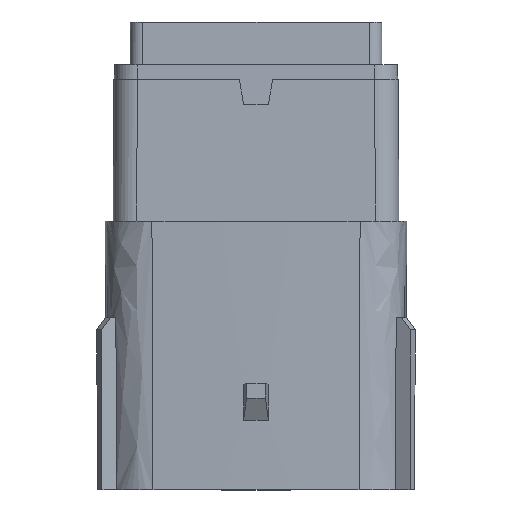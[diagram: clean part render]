
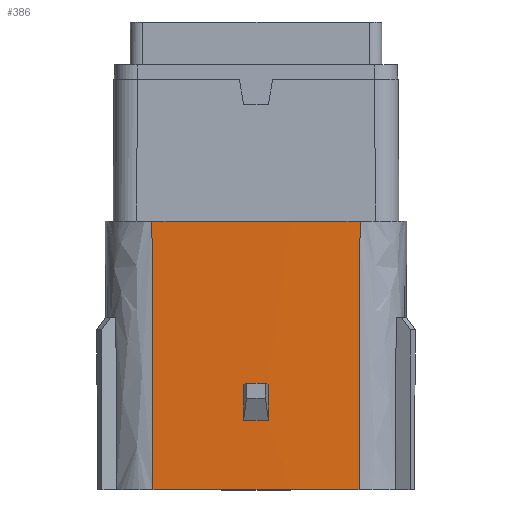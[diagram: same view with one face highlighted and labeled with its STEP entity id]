
A CAD part, top view. The second image highlights one B-rep face of the part: STEP entity #386.
In plain terms, the highlighted conical face has half-angle 0.25 degrees and reference radius 392.09 mm.
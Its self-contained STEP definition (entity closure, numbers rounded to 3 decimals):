
#61=FACE_BOUND('',#1522,.T.);
#62=FACE_BOUND('',#1523,.T.);
#77=CONICAL_SURFACE('',#8231,392.09,0.25);
#166=B_SPLINE_CURVE_WITH_KNOTS('',3,(#11488,#11489,#11490,#11491),
 .UNSPECIFIED.,.F.,.F.,(4,4),(0.,1.),.UNSPECIFIED.);
#179=B_SPLINE_CURVE_WITH_KNOTS('',3,(#11588,#11589,#11590,#11591),
 .UNSPECIFIED.,.F.,.F.,(4,4),(0.,1.),.UNSPECIFIED.);
#180=B_SPLINE_CURVE_WITH_KNOTS('',3,(#11608,#11609,#11610,#11611),
 .UNSPECIFIED.,.F.,.F.,(4,4),(0.,1.),.UNSPECIFIED.);
#181=B_SPLINE_CURVE_WITH_KNOTS('',3,(#11615,#11616,#11617,#11618),
 .UNSPECIFIED.,.F.,.F.,(4,4),(0.,1.),.UNSPECIFIED.);
#283=ELLIPSE('',#8229,393.493,391.996);
#284=ELLIPSE('',#8230,778.371,389.174);
#386=ADVANCED_FACE('',(#61,#62),#77,.T.);
#1522=EDGE_LOOP('',(#4169,#4170,#4171,#4172));
#1523=EDGE_LOOP('',(#4173,#4174,#4175,#4176));
#4169=ORIENTED_EDGE('',*,*,#6938,.T.);
#4170=ORIENTED_EDGE('',*,*,#7241,.T.);
#4171=ORIENTED_EDGE('',*,*,#7242,.F.);
#4172=ORIENTED_EDGE('',*,*,#7228,.T.);
#4173=ORIENTED_EDGE('',*,*,#7243,.F.);
#4174=ORIENTED_EDGE('',*,*,#7244,.F.);
#4175=ORIENTED_EDGE('',*,*,#7245,.F.);
#4176=ORIENTED_EDGE('',*,*,#7246,.T.);
#6153=VERTEX_POINT('',#10739);
#6154=VERTEX_POINT('',#10741);
#6393=VERTEX_POINT('',#11492);
#6404=VERTEX_POINT('',#11587);
#6405=VERTEX_POINT('',#11606);
#6406=VERTEX_POINT('',#11607);
#6407=VERTEX_POINT('',#11612);
#6408=VERTEX_POINT('',#11614);
#6938=EDGE_CURVE('',#6154,#6153,#8080,.T.);
#7228=EDGE_CURVE('',#6393,#6154,#166,.T.);
#7241=EDGE_CURVE('',#6153,#6404,#179,.T.);
#7242=EDGE_CURVE('',#6393,#6404,#8094,.T.);
#7243=EDGE_CURVE('',#6405,#6406,#283,.T.);
#7244=EDGE_CURVE('',#6407,#6405,#180,.T.);
#7245=EDGE_CURVE('',#6408,#6407,#284,.T.);
#7246=EDGE_CURVE('',#6408,#6406,#181,.T.);
#8080=CIRCLE('',#8154,392.232);
#8094=CIRCLE('',#8228,392.09);
#8154=AXIS2_PLACEMENT_3D('',#10740,#8737,#8738);
#8228=AXIS2_PLACEMENT_3D('',#11604,#9129,#9130);
#8229=AXIS2_PLACEMENT_3D('',#11605,#9131,#9132);
#8230=AXIS2_PLACEMENT_3D('',#11613,#9133,#9134);
#8231=AXIS2_PLACEMENT_3D('',#11619,#9135,#9136);
#8737=DIRECTION('',(0.,-1.,0.));
#8738=DIRECTION('',(-1.,0.,0.));
#9129=DIRECTION('',(0.,-1.,0.));
#9130=DIRECTION('',(1.,0.,0.));
#9131=DIRECTION('',(0.,-0.996,0.087));
#9132=DIRECTION('',(0.,0.087,0.996));
#9133=DIRECTION('',(0.,0.5,-0.866));
#9134=DIRECTION('',(0.,0.866,0.5));
#9135=DIRECTION('',(0.,1.,0.));
#9136=DIRECTION('',(0.,0.,-1.));
#10739=CARTESIAN_POINT('',(-12.625,32.6,8.854));
#10740=CARTESIAN_POINT('',(0.,32.6,-383.175));
#10741=CARTESIAN_POINT('',(12.625,32.6,8.854));
#11488=CARTESIAN_POINT('',(12.496,0.,8.716));
#11489=CARTESIAN_POINT('',(12.539,10.867,8.762));
#11490=CARTESIAN_POINT('',(12.582,21.733,8.808));
#11491=CARTESIAN_POINT('',(12.625,32.6,8.854));
#11492=CARTESIAN_POINT('',(12.496,0.,8.716));
#11587=CARTESIAN_POINT('',(-12.496,0.,8.716));
#11588=CARTESIAN_POINT('',(-12.625,32.6,8.854));
#11589=CARTESIAN_POINT('',(-12.582,21.733,8.808));
#11590=CARTESIAN_POINT('',(-12.539,10.867,8.762));
#11591=CARTESIAN_POINT('',(-12.496,0.,8.716));
#11604=CARTESIAN_POINT('',(0.,0.,-383.175));
#11605=CARTESIAN_POINT('',(0.,-21.529,-383.025));
#11606=CARTESIAN_POINT('',(1.5,12.766,8.968));
#11607=CARTESIAN_POINT('',(-1.5,12.766,8.968));
#11608=CARTESIAN_POINT('',(1.504,8.423,8.949));
#11609=CARTESIAN_POINT('',(1.503,9.871,8.955));
#11610=CARTESIAN_POINT('',(1.501,11.318,8.962));
#11611=CARTESIAN_POINT('',(1.5,12.766,8.968));
#11612=CARTESIAN_POINT('',(1.504,8.423,8.949));
#11613=CARTESIAN_POINT('',(0.,-665.661,-380.234));
#11614=CARTESIAN_POINT('',(-1.504,8.423,8.949));
#11615=CARTESIAN_POINT('',(-1.504,8.423,8.949));
#11616=CARTESIAN_POINT('',(-1.503,9.871,8.955));
#11617=CARTESIAN_POINT('',(-1.501,11.318,8.962));
#11618=CARTESIAN_POINT('',(-1.5,12.766,8.968));
#11619=CARTESIAN_POINT('',(0.,0.,-383.175));
